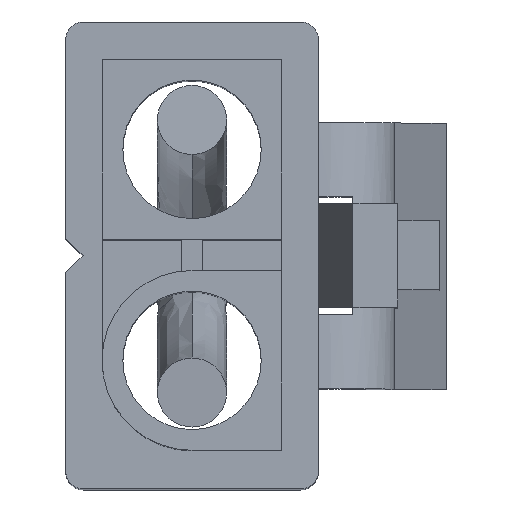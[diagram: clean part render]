
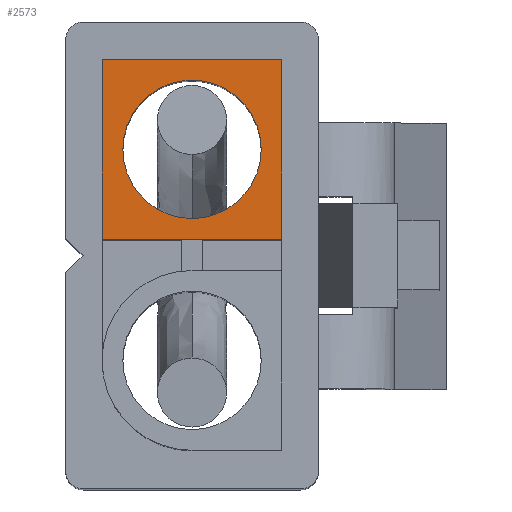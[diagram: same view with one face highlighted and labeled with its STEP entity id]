
A CAD part, top view. The second image highlights one B-rep face of the part: STEP entity #2573.
In plain terms, the highlighted planar face has unit normal (0, 0, 1).
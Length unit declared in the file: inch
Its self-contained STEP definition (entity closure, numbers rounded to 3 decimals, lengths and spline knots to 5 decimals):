
#18 = DIRECTION ( 'NONE',  ( 1., 0., 0. ) ) ;
#19 = DIRECTION ( 'NONE',  ( 0., 0., -1. ) ) ;
#20 = CARTESIAN_POINT ( 'NONE',  ( -0.10236, 0.12008, 0.38976 ) ) ;
#21 = AXIS2_PLACEMENT_3D ( 'NONE', #20, #19, #18 ) ;
#22 = CIRCLE ( 'NONE', #21, 0.07874 ) ;
#76 = CARTESIAN_POINT ( 'NONE',  ( -0.02362, 0.12008, 0.38976 ) ) ;
#77 = DIRECTION ( 'NONE',  ( 1., 0., 0. ) ) ;
#78 = DIRECTION ( 'NONE',  ( 0., 0., -1. ) ) ;
#79 = CARTESIAN_POINT ( 'NONE',  ( -0.10236, 0.12008, 0.38976 ) ) ;
#80 = AXIS2_PLACEMENT_3D ( 'NONE', #79, #78, #77 ) ;
#81 = CIRCLE ( 'NONE', #80, 0.07874 ) ;
#123 = CARTESIAN_POINT ( 'NONE',  ( -0.1811, 0.12008, 0.38976 ) ) ;
#1190 = DIRECTION ( 'NONE',  ( 0., -1., 0. ) ) ;
#1191 = VECTOR ( 'NONE', #1190, 39.37008 ) ;
#1192 = CARTESIAN_POINT ( 'NONE',  ( 0., 0.01772, 0.38976 ) ) ;
#1193 = LINE ( 'NONE', #1192, #1191 ) ;
#1194 = CARTESIAN_POINT ( 'NONE',  ( 0., 0.01772, 0.38976 ) ) ;
#1195 = DIRECTION ( 'NONE',  ( -1., 0., 0. ) ) ;
#1196 = VECTOR ( 'NONE', #1195, 39.37008 ) ;
#1197 = CARTESIAN_POINT ( 'NONE',  ( -0.20472, 0.01772, 0.38976 ) ) ;
#1198 = LINE ( 'NONE', #1197, #1196 ) ;
#1199 = CARTESIAN_POINT ( 'NONE',  ( -0.20472, 0.01772, 0.38976 ) ) ;
#1270 = DIRECTION ( 'NONE',  ( 1., 0., 0. ) ) ;
#1271 = DIRECTION ( 'NONE',  ( 0., 0., 1. ) ) ;
#1272 = CARTESIAN_POINT ( 'NONE',  ( 0., 0., 0.38976 ) ) ;
#1273 = AXIS2_PLACEMENT_3D ( 'NONE', #1272, #1271, #1270 ) ;
#1274 = PLANE ( 'NONE',  #1273 ) ;
#1275 = FACE_OUTER_BOUND ( 'NONE', #2922, .T. ) ;
#1276 = FACE_BOUND ( 'NONE', #2577, .T. ) ;
#1876 = CARTESIAN_POINT ( 'NONE',  ( -0.20472, 0.22244, 0.38976 ) ) ;
#1877 = DIRECTION ( 'NONE',  ( 1., 0., 0. ) ) ;
#1887 = VECTOR ( 'NONE', #1877, 39.37008 ) ;
#1888 = CARTESIAN_POINT ( 'NONE',  ( 0., 0.22244, 0.38976 ) ) ;
#1889 = LINE ( 'NONE', #1888, #1887 ) ;
#1978 = DIRECTION ( 'NONE',  ( 0., 1., 0. ) ) ;
#1979 = VECTOR ( 'NONE', #1978, 39.37008 ) ;
#1980 = CARTESIAN_POINT ( 'NONE',  ( -0.20472, 0.22244, 0.38976 ) ) ;
#1981 = LINE ( 'NONE', #1980, #1979 ) ;
#2006 = CARTESIAN_POINT ( 'NONE',  ( 0., 0.22244, 0.38976 ) ) ;
#2104 = EDGE_CURVE ( 'NONE', #2132, #2120, #22, .T. ) ;
#2119 = EDGE_CURVE ( 'NONE', #2120, #2132, #81, .T. ) ;
#2120 = VERTEX_POINT ( 'NONE', #76 ) ;
#2132 = VERTEX_POINT ( 'NONE', #123 ) ;
#2564 = VERTEX_POINT ( 'NONE', #1199 ) ;
#2565 = ORIENTED_EDGE ( 'NONE', *, *, #2566, .F. ) ;
#2566 = EDGE_CURVE ( 'NONE', #2567, #2564, #1198, .T. ) ;
#2567 = VERTEX_POINT ( 'NONE', #1194 ) ;
#2568 = ORIENTED_EDGE ( 'NONE', *, *, #2569, .F. ) ;
#2569 = EDGE_CURVE ( 'NONE', #2957, #2567, #1193, .T. ) ;
#2573 = ADVANCED_FACE ( 'NONE', ( #1276, #1275 ), #1274, .T. ) ;
#2577 = EDGE_LOOP ( 'NONE', ( #2578, #2920 ) ) ;
#2578 = ORIENTED_EDGE ( 'NONE', *, *, #2119, .T. ) ;
#2920 = ORIENTED_EDGE ( 'NONE', *, *, #2104, .T. ) ;
#2922 = EDGE_LOOP ( 'NONE', ( #2924, #2958, #2565, #2568 ) ) ;
#2924 = ORIENTED_EDGE ( 'NONE', *, *, #2926, .F. ) ;
#2926 = EDGE_CURVE ( 'NONE', #2928, #2957, #1889, .T. ) ;
#2928 = VERTEX_POINT ( 'NONE', #1876 ) ;
#2957 = VERTEX_POINT ( 'NONE', #2006 ) ;
#2958 = ORIENTED_EDGE ( 'NONE', *, *, #2960, .F. ) ;
#2960 = EDGE_CURVE ( 'NONE', #2564, #2928, #1981, .T. ) ;
